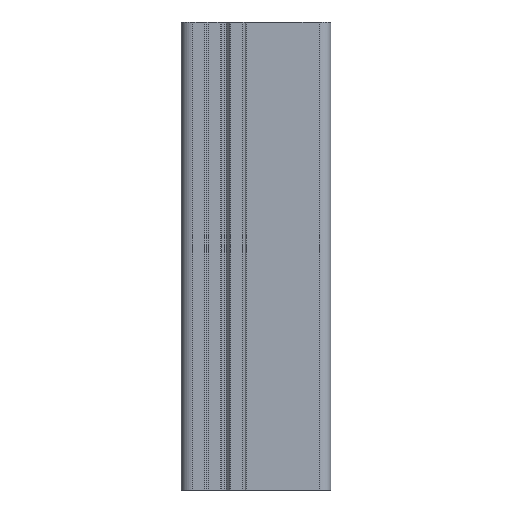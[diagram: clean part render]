
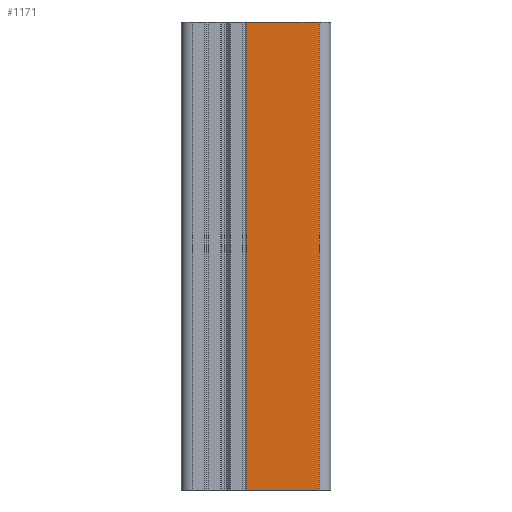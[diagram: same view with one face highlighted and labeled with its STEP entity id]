
A CAD part, front view. The second image highlights one B-rep face of the part: STEP entity #1171.
In plain terms, the highlighted planar face has unit normal (0, -1, 0).
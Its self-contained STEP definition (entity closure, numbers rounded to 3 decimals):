
#46=PLANE('',#1284);
#73=LINE('',#1711,#191);
#161=LINE('',#1956,#279);
#164=LINE('',#1968,#282);
#165=LINE('',#1970,#283);
#191=VECTOR('',#1367,100.);
#279=VECTOR('',#1605,15.55);
#282=VECTOR('',#1622,100.);
#283=VECTOR('',#1625,15.55);
#346=FACE_OUTER_BOUND('',#408,.T.);
#408=EDGE_LOOP('',(#1027,#1028,#1029,#1030));
#491=VERTEX_POINT('',#1705);
#493=VERTEX_POINT('',#1709);
#575=VERTEX_POINT('',#1954);
#577=VERTEX_POINT('',#1966);
#617=EDGE_CURVE('',#491,#493,#73,.T.);
#740=EDGE_CURVE('',#575,#493,#161,.T.);
#746=EDGE_CURVE('',#575,#577,#164,.T.);
#747=EDGE_CURVE('',#577,#491,#165,.T.);
#1027=ORIENTED_EDGE('',*,*,#617,.T.);
#1028=ORIENTED_EDGE('',*,*,#740,.F.);
#1029=ORIENTED_EDGE('',*,*,#746,.T.);
#1030=ORIENTED_EDGE('',*,*,#747,.T.);
#1171=ADVANCED_FACE('',(#346),#46,.T.);
#1284=AXIS2_PLACEMENT_3D('',#1969,#1623,#1624);
#1367=DIRECTION('',(0.,0.,-1.));
#1605=DIRECTION('',(-1.,0.,0.));
#1622=DIRECTION('',(0.,0.,1.));
#1623=DIRECTION('center_axis',(0.,-1.,0.));
#1624=DIRECTION('ref_axis',(1.,0.,0.));
#1625=DIRECTION('',(-1.,0.,0.));
#1705=CARTESIAN_POINT('',(4.45,-22.5,100.));
#1709=CARTESIAN_POINT('',(4.45,-22.5,0.));
#1711=CARTESIAN_POINT('',(4.45,-22.5,0.));
#1954=CARTESIAN_POINT('',(20.,-22.5,0.));
#1956=CARTESIAN_POINT('',(-0.25,-22.5,0.));
#1966=CARTESIAN_POINT('',(20.,-22.5,100.));
#1968=CARTESIAN_POINT('',(20.,-22.5,0.));
#1969=CARTESIAN_POINT('Origin',(-7.,-22.5,0.));
#1970=CARTESIAN_POINT('',(-0.25,-22.5,100.));
